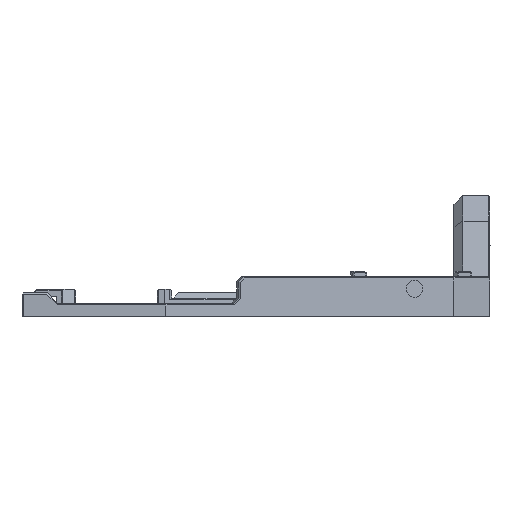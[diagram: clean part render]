
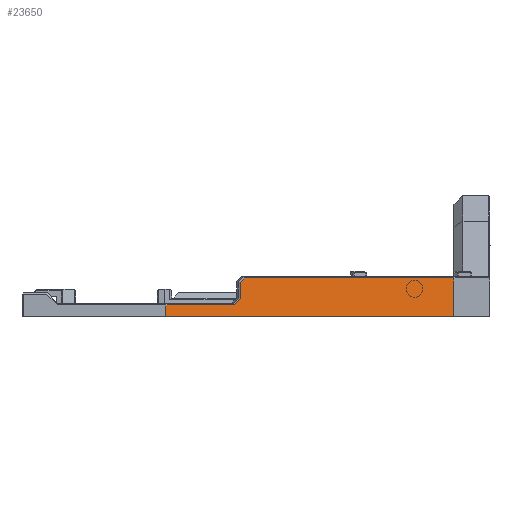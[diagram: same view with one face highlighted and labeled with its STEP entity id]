
A CAD part, left-side view. The second image highlights one B-rep face of the part: STEP entity #23650.
In plain terms, the highlighted planar face has unit normal (-0.972, -0.234, 0).
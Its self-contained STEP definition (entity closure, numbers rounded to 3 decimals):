
#1060=PLANE('',#24989);
#2303=FACE_OUTER_BOUND('',#3602,.T.);
#3602=EDGE_LOOP('',(#19742,#19743,#19744,#19745,#19746,#19747,#19748,#19749));
#6476=LINE('',#36815,#9588);
#6495=LINE('',#36852,#9607);
#6498=LINE('',#36857,#9610);
#6578=LINE('',#37063,#9690);
#6581=LINE('',#37067,#9693);
#6582=LINE('',#37070,#9694);
#6583=LINE('',#37072,#9695);
#6584=LINE('',#37073,#9696);
#9588=VECTOR('',#29281,10.);
#9607=VECTOR('',#29316,10.);
#9610=VECTOR('',#29321,10.);
#9690=VECTOR('',#29485,1000.);
#9693=VECTOR('',#29490,1000.);
#9694=VECTOR('',#29493,1000.);
#9695=VECTOR('',#29494,1000.);
#9696=VECTOR('',#29495,1000.);
#12082=VERTEX_POINT('',#36813);
#12083=VERTEX_POINT('',#36814);
#12093=VERTEX_POINT('',#36851);
#12094=VERTEX_POINT('',#36855);
#12155=VERTEX_POINT('',#37060);
#12156=VERTEX_POINT('',#37062);
#12157=VERTEX_POINT('',#37069);
#12158=VERTEX_POINT('',#37071);
#14908=EDGE_CURVE('',#12082,#12083,#6476,.T.);
#14927=EDGE_CURVE('',#12093,#12082,#6495,.T.);
#14930=EDGE_CURVE('',#12094,#12093,#6498,.T.);
#15023=EDGE_CURVE('',#12156,#12155,#6578,.T.);
#15026=EDGE_CURVE('',#12094,#12156,#6581,.T.);
#15027=EDGE_CURVE('',#12157,#12155,#6582,.T.);
#15028=EDGE_CURVE('',#12158,#12157,#6583,.T.);
#15029=EDGE_CURVE('',#12158,#12083,#6584,.T.);
#19742=ORIENTED_EDGE('',*,*,#15026,.T.);
#19743=ORIENTED_EDGE('',*,*,#15023,.T.);
#19744=ORIENTED_EDGE('',*,*,#15027,.F.);
#19745=ORIENTED_EDGE('',*,*,#15028,.F.);
#19746=ORIENTED_EDGE('',*,*,#15029,.T.);
#19747=ORIENTED_EDGE('',*,*,#14908,.F.);
#19748=ORIENTED_EDGE('',*,*,#14927,.F.);
#19749=ORIENTED_EDGE('',*,*,#14930,.F.);
#23650=ADVANCED_FACE('',(#2303),#1060,.F.);
#24989=AXIS2_PLACEMENT_3D('',#37068,#29491,#29492);
#29281=DIRECTION('',(0.235,-0.972,0.));
#29316=DIRECTION('',(0.166,-0.687,0.707));
#29321=DIRECTION('',(0.,0.,1.));
#29485=DIRECTION('',(-0.235,0.972,0.));
#29490=DIRECTION('',(-0.166,0.687,-0.707));
#29491=DIRECTION('center_axis',(0.972,0.235,0.));
#29492=DIRECTION('ref_axis',(-0.235,0.972,0.));
#29493=DIRECTION('',(0.,0.,1.));
#29494=DIRECTION('',(-0.235,0.972,0.));
#29495=DIRECTION('',(0.,0.,1.));
#36813=CARTESIAN_POINT('',(-96.532,-6.836,10.7));
#36814=CARTESIAN_POINT('',(-82.5,-65.,10.7));
#36815=CARTESIAN_POINT('',(-87.119,-45.852,10.7));
#36851=CARTESIAN_POINT('',(-96.829,-5.605,9.434));
#36852=CARTESIAN_POINT('',(-98.463,1.169,2.465));
#36855=CARTESIAN_POINT('',(-96.829,-5.605,4.934));
#36857=CARTESIAN_POINT('',(-96.829,-5.605,-35.598));
#37060=CARTESIAN_POINT('',(-101.8,15.,3.2));
#37062=CARTESIAN_POINT('',(-97.236,-3.92,3.2));
#37063=CARTESIAN_POINT('',(-82.5,-65.,3.2));
#37067=CARTESIAN_POINT('',(-99.893,7.096,-8.131));
#37068=CARTESIAN_POINT('Origin',(-82.5,-65.,-82.295));
#37069=CARTESIAN_POINT('',(-101.8,15.,0.));
#37070=CARTESIAN_POINT('',(-101.8,15.,-82.295));
#37071=CARTESIAN_POINT('',(-82.5,-65.,0.));
#37072=CARTESIAN_POINT('',(-82.5,-65.,0.));
#37073=CARTESIAN_POINT('',(-82.5,-65.,3.6));
